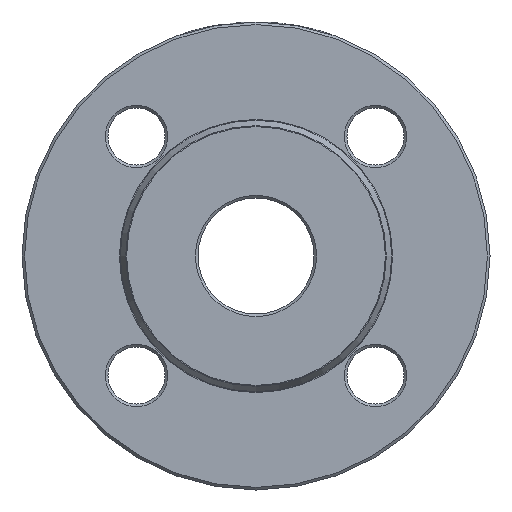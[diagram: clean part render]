
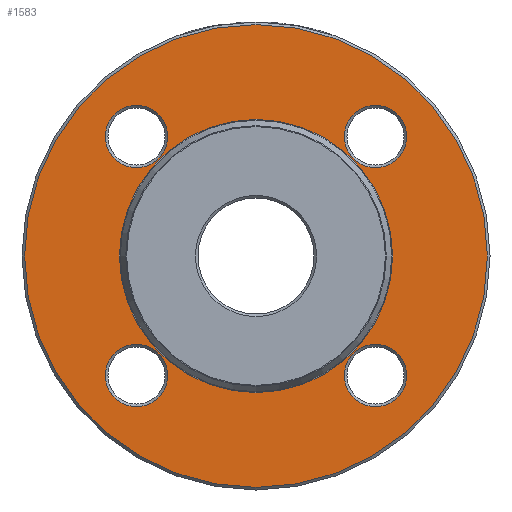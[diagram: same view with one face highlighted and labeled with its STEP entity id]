
A CAD part, left-side view. The second image highlights one B-rep face of the part: STEP entity #1583.
In plain terms, the highlighted planar face has unit normal (-1, 0, 0).
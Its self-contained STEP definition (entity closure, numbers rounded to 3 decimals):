
#43 = CIRCLE ( 'NONE', #4046, 6. ) ;
#119 = CIRCLE ( 'NONE', #701, 26.27 ) ;
#175 = DIRECTION ( 'NONE',  ( 1., 0., 0. ) ) ;
#180 = CARTESIAN_POINT ( 'NONE',  ( 2., 0., -44.5 ) ) ;
#212 = ORIENTED_EDGE ( 'NONE', *, *, #1189, .T. ) ;
#355 = DIRECTION ( 'NONE',  ( 1., 0., 0. ) ) ;
#465 = ORIENTED_EDGE ( 'NONE', *, *, #3816, .T. ) ;
#510 = FACE_OUTER_BOUND ( 'NONE', #1543, .T. ) ;
#701 = AXIS2_PLACEMENT_3D ( 'NONE', #3265, #4297, #932 ) ;
#752 = ORIENTED_EDGE ( 'NONE', *, *, #2116, .T. ) ;
#776 = EDGE_LOOP ( 'NONE', ( #752 ) ) ;
#800 = CARTESIAN_POINT ( 'NONE',  ( 2., -22.981, 28.981 ) ) ;
#932 = DIRECTION ( 'NONE',  ( 0., 0., -1. ) ) ;
#970 = CARTESIAN_POINT ( 'NONE',  ( 2., 22.981, -22.981 ) ) ;
#991 = CARTESIAN_POINT ( 'NONE',  ( 2., 0., 0. ) ) ;
#1130 = VERTEX_POINT ( 'NONE', #4267 ) ;
#1189 = EDGE_CURVE ( 'NONE', #4193, #4193, #43, .T. ) ;
#1236 = ORIENTED_EDGE ( 'NONE', *, *, #2607, .T. ) ;
#1265 = AXIS2_PLACEMENT_3D ( 'NONE', #2666, #4034, #4276 ) ;
#1419 = FACE_BOUND ( 'NONE', #1718, .T. ) ;
#1464 = CARTESIAN_POINT ( 'NONE',  ( 2., 0., -26.27 ) ) ;
#1507 = VERTEX_POINT ( 'NONE', #3256 ) ;
#1533 = FACE_BOUND ( 'NONE', #2861, .T. ) ;
#1535 = AXIS2_PLACEMENT_3D ( 'NONE', #3226, #175, #3563 ) ;
#1543 = EDGE_LOOP ( 'NONE', ( #465 ) ) ;
#1583 = ADVANCED_FACE ( 'NONE', ( #3490, #3877, #1419, #2776, #1533, #510 ), #1864, .F. ) ;
#1594 = CIRCLE ( 'NONE', #2502, 44.5 ) ;
#1683 = ORIENTED_EDGE ( 'NONE', *, *, #1719, .T. ) ;
#1718 = EDGE_LOOP ( 'NONE', ( #1236 ) ) ;
#1719 = EDGE_CURVE ( 'NONE', #1894, #1894, #4332, .T. ) ;
#1864 = PLANE ( 'NONE',  #1535 ) ;
#1867 = VERTEX_POINT ( 'NONE', #180 ) ;
#1894 = VERTEX_POINT ( 'NONE', #800 ) ;
#2033 = DIRECTION ( 'NONE',  ( 0., 0., -1. ) ) ;
#2049 = EDGE_CURVE ( 'NONE', #3592, #3592, #119, .T. ) ;
#2116 = EDGE_CURVE ( 'NONE', #1130, #1130, #3176, .T. ) ;
#2136 = CARTESIAN_POINT ( 'NONE',  ( 2., 22.981, -28.981 ) ) ;
#2330 = DIRECTION ( 'NONE',  ( 0., 0., -1. ) ) ;
#2347 = DIRECTION ( 'NONE',  ( -1., 0., 0. ) ) ;
#2502 = AXIS2_PLACEMENT_3D ( 'NONE', #991, #2347, #2033 ) ;
#2505 = EDGE_LOOP ( 'NONE', ( #212 ) ) ;
#2607 = EDGE_CURVE ( 'NONE', #1507, #1507, #2730, .T. ) ;
#2651 = DIRECTION ( 'NONE',  ( 1., 0., 0. ) ) ;
#2666 = CARTESIAN_POINT ( 'NONE',  ( 2., -22.981, -22.981 ) ) ;
#2730 = CIRCLE ( 'NONE', #4231, 6. ) ;
#2751 = ORIENTED_EDGE ( 'NONE', *, *, #2049, .T. ) ;
#2776 = FACE_BOUND ( 'NONE', #2505, .T. ) ;
#2861 = EDGE_LOOP ( 'NONE', ( #2751 ) ) ;
#3014 = CARTESIAN_POINT ( 'NONE',  ( 2., -22.981, 22.981 ) ) ;
#3064 = DIRECTION ( 'NONE',  ( 0., 1., 0. ) ) ;
#3176 = CIRCLE ( 'NONE', #1265, 6. ) ;
#3226 = CARTESIAN_POINT ( 'NONE',  ( 2., 26.155, 0. ) ) ;
#3256 = CARTESIAN_POINT ( 'NONE',  ( 2., 28.981, 22.981 ) ) ;
#3265 = CARTESIAN_POINT ( 'NONE',  ( 2., 0., 0. ) ) ;
#3384 = EDGE_LOOP ( 'NONE', ( #1683 ) ) ;
#3406 = CARTESIAN_POINT ( 'NONE',  ( 2., 22.981, 22.981 ) ) ;
#3490 = FACE_BOUND ( 'NONE', #776, .T. ) ;
#3531 = AXIS2_PLACEMENT_3D ( 'NONE', #3014, #2651, #4391 ) ;
#3563 = DIRECTION ( 'NONE',  ( 0., 0., -1. ) ) ;
#3592 = VERTEX_POINT ( 'NONE', #1464 ) ;
#3693 = DIRECTION ( 'NONE',  ( 1., 0., 0. ) ) ;
#3816 = EDGE_CURVE ( 'NONE', #1867, #1867, #1594, .T. ) ;
#3877 = FACE_BOUND ( 'NONE', #3384, .T. ) ;
#4034 = DIRECTION ( 'NONE',  ( 1., 0., 0. ) ) ;
#4046 = AXIS2_PLACEMENT_3D ( 'NONE', #970, #3693, #2330 ) ;
#4193 = VERTEX_POINT ( 'NONE', #2136 ) ;
#4231 = AXIS2_PLACEMENT_3D ( 'NONE', #3406, #355, #3064 ) ;
#4267 = CARTESIAN_POINT ( 'NONE',  ( 2., -28.981, -22.981 ) ) ;
#4276 = DIRECTION ( 'NONE',  ( 0., -1., 0. ) ) ;
#4297 = DIRECTION ( 'NONE',  ( 1., 0., 0. ) ) ;
#4332 = CIRCLE ( 'NONE', #3531, 6. ) ;
#4391 = DIRECTION ( 'NONE',  ( 0., 0., 1. ) ) ;
